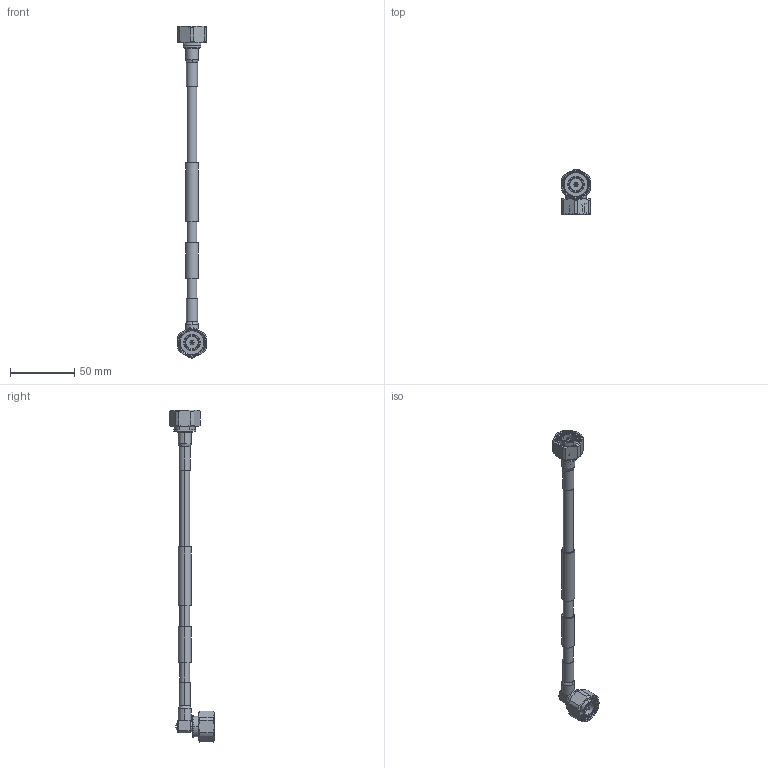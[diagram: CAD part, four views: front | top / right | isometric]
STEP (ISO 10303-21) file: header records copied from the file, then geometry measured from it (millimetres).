
FILE_DESCRIPTION (( 'STEP AP214' ), '1' );
FILE_NAME ('FMCA2238.step', '2021-02-09T19:03:07', ( '' ), ( '' ), 'SwSTEP 2.0', 'SolidWorks 2018', '' );
FILE_SCHEMA (( 'AUTOMOTIVE_DESIGN' ));
Length unit declared in the file: inch
Products named in the file (5): FM-1/4SFHC^FMCA2238; FMCN1695^FMCA2238; FMCN1694^FMCA2238; FMCA2238; Heat Shrink^FMCA2238
Assembly tree (5 placements, depth 2):
  FMCA2238
    FM-1/4SFHC^FMCA2238
    Heat Shrink^FMCA2238  x2
    FMCN1694^FMCA2238
    FMCN1695^FMCA2238
Bounding box: 22 x 35.35 x 258.86 mm (x, y, z)
Volume: 23310.8 mm3; surface area: 14945.7 mm2
Topology: 5 solids, 7 shells, 236 faces, 562 edges, 364 vertices
Faces by surface type: cylinder 118, plane 68, cone 38, bspline 10, torus 2
Entity records: 9852 total; most frequent: CARTESIAN_POINT 4472, ORIENTED_EDGE 1088, DIRECTION 1084, EDGE_CURVE 544, AXIS2_PLACEMENT_3D 438, VERTEX_POINT 352, EDGE_LOOP 256, FACE_OUTER_BOUND 228
